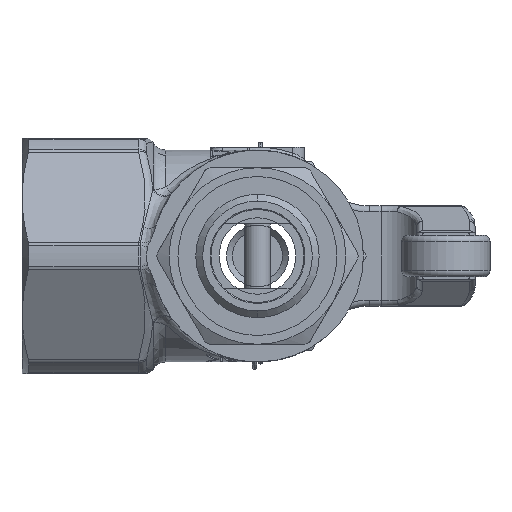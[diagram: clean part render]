
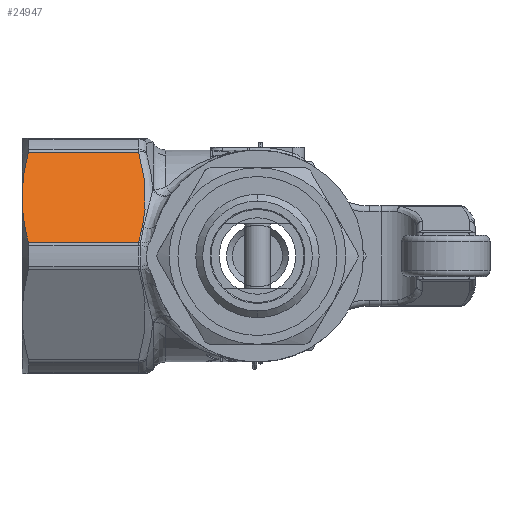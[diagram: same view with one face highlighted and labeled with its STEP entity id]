
A CAD part, front view. The second image highlights one B-rep face of the part: STEP entity #24947.
In plain terms, the highlighted planar face has unit normal (0, -0.866, 0.5).
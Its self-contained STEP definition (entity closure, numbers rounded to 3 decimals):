
#1294 = B_SPLINE_CURVE_WITH_KNOTS ( 'NONE', 3,
 ( #33949, #28615, #2414, #28499, #14252, #13894 ),
 .UNSPECIFIED., .F., .F.,
 ( 4, 2, 4 ),
 ( 0., 0.004, 0.009 ),
 .UNSPECIFIED. ) ;
#2334 = B_SPLINE_CURVE_WITH_KNOTS ( 'NONE', 3,
 ( #19516, #16736, #36849, #22498, #2444, #5219, #25435, #28291 ),
 .UNSPECIFIED., .F., .F.,
 ( 4, 2, 2, 4 ),
 ( 0.009, 0.011, 0.013, 0.018 ),
 .UNSPECIFIED. ) ;
#2414 = CARTESIAN_POINT ( 'NONE',  ( -39.535, -14.366, 15.117 ) ) ;
#2444 = CARTESIAN_POINT ( 'NONE',  ( -39.811, -19.172, 6.792 ) ) ;
#2672 = CARTESIAN_POINT ( 'NONE',  ( -19.521, -20.274, 4.884 ) ) ;
#2861 = LINE ( 'NONE', #19514, #16409 ) ;
#3155 = CARTESIAN_POINT ( 'NONE',  ( -19.814, -13.631, 16.391 ) ) ;
#4215 = DIRECTION ( 'NONE',  ( 1., 0., 0. ) ) ;
#5219 = CARTESIAN_POINT ( 'NONE',  ( -39.534, -20.28, 4.875 ) ) ;
#5855 = ORIENTED_EDGE ( 'NONE', *, *, #8261, .T. ) ;
#6265 = VERTEX_POINT ( 'NONE', #24401 ) ;
#7213 = CARTESIAN_POINT ( 'NONE',  ( -20.175, -12.905, 17.649 ) ) ;
#7790 = LINE ( 'NONE', #7213, #19576 ) ;
#7819 = CARTESIAN_POINT ( 'NONE',  ( -20.175, -21.736, 2.351 ) ) ;
#8261 = EDGE_CURVE ( 'NONE', #23504, #21129, #1294, .T. ) ;
#8935 = CARTESIAN_POINT ( 'NONE',  ( -19.128, -15.824, 12.592 ) ) ;
#10078 = ORIENTED_EDGE ( 'NONE', *, *, #24278, .F. ) ;
#10816 = DIRECTION ( 'NONE',  ( 0., -0.5, -0.866 ) ) ;
#11026 = CARTESIAN_POINT ( 'NONE',  ( -38.924, -21.736, 2.351 ) ) ;
#11382 = CARTESIAN_POINT ( 'NONE',  ( -20.175, -21.736, 2.351 ) ) ;
#11732 = CARTESIAN_POINT ( 'NONE',  ( -20.175, -12.905, 17.649 ) ) ;
#13894 = CARTESIAN_POINT ( 'NONE',  ( -40., -17.321, 10. ) ) ;
#14097 = CARTESIAN_POINT ( 'NONE',  ( -16.5, -11.547, 20. ) ) ;
#14098 = B_SPLINE_CURVE_WITH_KNOTS ( 'NONE', 3,
 ( #11732, #3155, #26240, #8935, #28625, #32004, #34928, #37204, #19980, #2672, #22857, #11382 ),
 .UNSPECIFIED., .F., .F.,
 ( 4, 2, 2, 2, 2, 4 ),
 ( 0., 0.004, 0.009, 0.011, 0.013, 0.018 ),
 .UNSPECIFIED. ) ;
#14252 = CARTESIAN_POINT ( 'NONE',  ( -40., -16.577, 11.287 ) ) ;
#14921 = AXIS2_PLACEMENT_3D ( 'NONE', #14097, #34262, #10816 ) ;
#15812 = EDGE_LOOP ( 'NONE', ( #10078, #5855, #34681, #26607, #21659 ) ) ;
#16409 = VECTOR ( 'NONE', #36602, 1000. ) ;
#16736 = CARTESIAN_POINT ( 'NONE',  ( -40., -17.689, 9.361 ) ) ;
#16813 = EDGE_CURVE ( 'NONE', #21129, #27959, #2334, .T. ) ;
#19514 = CARTESIAN_POINT ( 'NONE',  ( -40., -21.736, 2.351 ) ) ;
#19516 = CARTESIAN_POINT ( 'NONE',  ( -40., -17.321, 10. ) ) ;
#19576 = VECTOR ( 'NONE', #4215, 1000. ) ;
#19980 = CARTESIAN_POINT ( 'NONE',  ( -19.222, -19.16, 6.814 ) ) ;
#21129 = VERTEX_POINT ( 'NONE', #36531 ) ;
#21659 = ORIENTED_EDGE ( 'NONE', *, *, #29350, .F. ) ;
#22498 = CARTESIAN_POINT ( 'NONE',  ( -39.882, -18.801, 7.436 ) ) ;
#22723 = VERTEX_POINT ( 'NONE', #7819 ) ;
#22857 = CARTESIAN_POINT ( 'NONE',  ( -19.813, -21.008, 3.612 ) ) ;
#23300 = FACE_OUTER_BOUND ( 'NONE', #15812, .T. ) ;
#23504 = VERTEX_POINT ( 'NONE', #31269 ) ;
#24278 = EDGE_CURVE ( 'NONE', #23504, #6265, #7790, .T. ) ;
#24401 = CARTESIAN_POINT ( 'NONE',  ( -20.175, -12.905, 17.649 ) ) ;
#24523 = EDGE_CURVE ( 'NONE', #22723, #27959, #2861, .T. ) ;
#24947 = ADVANCED_FACE ( 'NONE', ( #23300 ), #31372, .F. ) ;
#25435 = CARTESIAN_POINT ( 'NONE',  ( -39.263, -21.011, 3.608 ) ) ;
#26240 = CARTESIAN_POINT ( 'NONE',  ( -19.525, -14.359, 15.129 ) ) ;
#26607 = ORIENTED_EDGE ( 'NONE', *, *, #24523, .F. ) ;
#27959 = VERTEX_POINT ( 'NONE', #11026 ) ;
#28291 = CARTESIAN_POINT ( 'NONE',  ( -38.924, -21.736, 2.351 ) ) ;
#28499 = CARTESIAN_POINT ( 'NONE',  ( -39.903, -15.838, 12.568 ) ) ;
#28615 = CARTESIAN_POINT ( 'NONE',  ( -39.265, -13.634, 16.385 ) ) ;
#28625 = CARTESIAN_POINT ( 'NONE',  ( -19.023, -16.56, 11.317 ) ) ;
#29350 = EDGE_CURVE ( 'NONE', #6265, #22723, #14098, .T. ) ;
#31269 = CARTESIAN_POINT ( 'NONE',  ( -38.924, -12.905, 17.649 ) ) ;
#31372 = PLANE ( 'NONE',  #14921 ) ;
#32004 = CARTESIAN_POINT ( 'NONE',  ( -19.02, -17.671, 9.394 ) ) ;
#33949 = CARTESIAN_POINT ( 'NONE',  ( -38.924, -12.905, 17.649 ) ) ;
#34262 = DIRECTION ( 'NONE',  ( 0., 0.866, -0.5 ) ) ;
#34681 = ORIENTED_EDGE ( 'NONE', *, *, #16813, .T. ) ;
#34928 = CARTESIAN_POINT ( 'NONE',  ( -19.045, -18.042, 8.751 ) ) ;
#36531 = CARTESIAN_POINT ( 'NONE',  ( -40., -17.321, 10. ) ) ;
#36602 = DIRECTION ( 'NONE',  ( -1., 0., 0. ) ) ;
#36849 = CARTESIAN_POINT ( 'NONE',  ( -39.976, -18.059, 8.721 ) ) ;
#37204 = CARTESIAN_POINT ( 'NONE',  ( -19.146, -18.786, 7.462 ) ) ;
